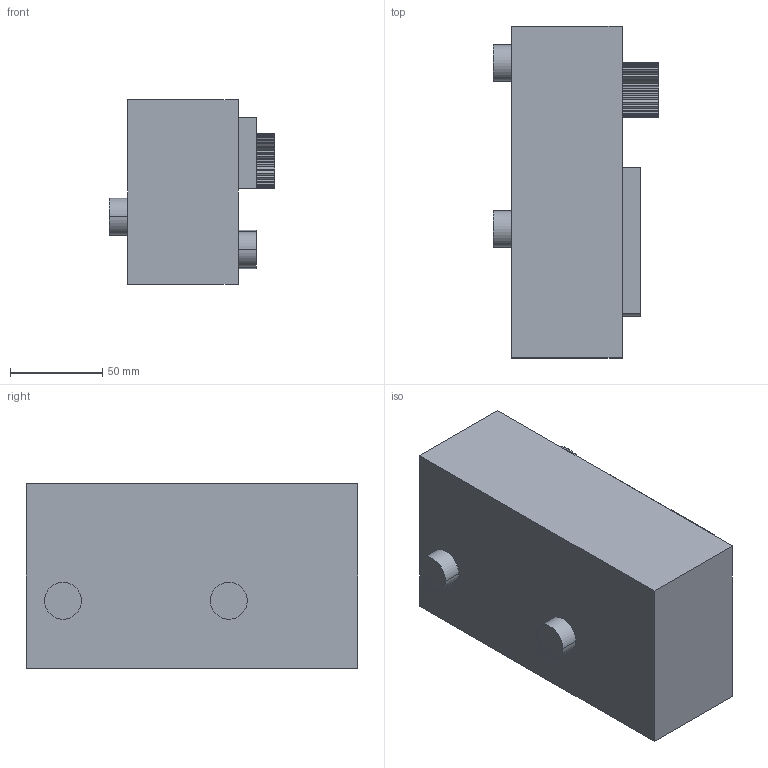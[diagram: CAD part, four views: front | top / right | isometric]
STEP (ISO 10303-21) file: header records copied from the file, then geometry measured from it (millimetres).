
FILE_DESCRIPTION(('CATIA V5 STEP Exchange'),'2;1');
FILE_NAME('power pack.stp','2021-06-26T14:34:02+00:00',('none'),('none'),'CATIA Version 5 Release 20 GA (IN-10)','CATIA V5 STEP AP203','none');
FILE_SCHEMA(('CONFIG_CONTROL_DESIGN'));
Length unit declared in the file: millimetre
Products named in the file (1): power pack
Bounding box: 90 x 180 x 100 mm (x, y, z)
Volume: 1136368.9 mm3; surface area: 78500.5 mm2
Topology: 1 solids, 1 shells, 134 faces, 378 edges, 252 vertices
Faces by surface type: plane 88, cylinder 46
Entity records: 4064 total; most frequent: ORIENTED_EDGE 756, CARTESIAN_POINT 721, DIRECTION 558, EDGE_CURVE 378, VECTOR 286, LINE 286, VERTEX_POINT 252, AXIS2_PLACEMENT_3D 183
